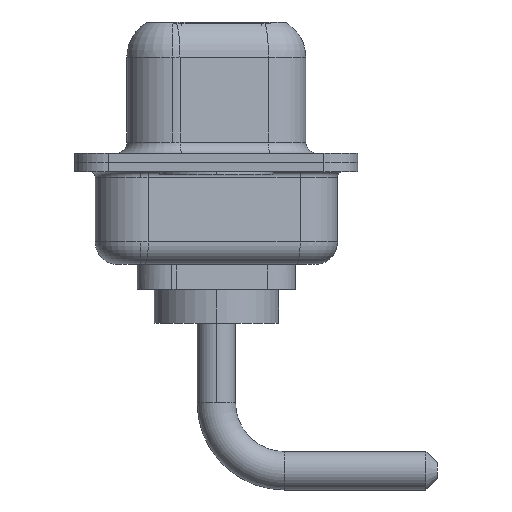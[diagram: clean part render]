
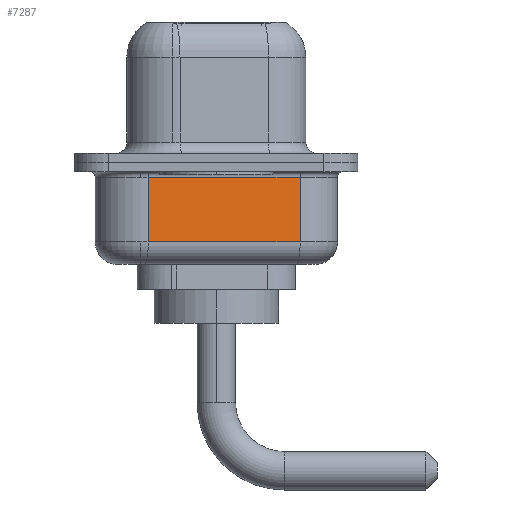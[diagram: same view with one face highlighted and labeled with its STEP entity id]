
A CAD part, left-side view. The second image highlights one B-rep face of the part: STEP entity #7287.
In plain terms, the highlighted planar face has unit normal (-0.985, -0.174, 0).
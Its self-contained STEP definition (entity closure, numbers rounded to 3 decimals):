
#45 = EDGE_CURVE ( 'NONE', #9500, #3472, #5768, .T. ) ;
#317 = DIRECTION ( 'NONE',  ( 0.985, 0.174, 0. ) ) ;
#1201 = DIRECTION ( 'NONE',  ( -0.174, 0.985, 0. ) ) ;
#2082 = CARTESIAN_POINT ( 'NONE',  ( 2.88, 3.003, -3.5 ) ) ;
#2211 = CARTESIAN_POINT ( 'NONE',  ( 2.88, 3.003, -4.5 ) ) ;
#2607 = CARTESIAN_POINT ( 'NONE',  ( 4.062, -3.697, -4.5 ) ) ;
#2767 = ORIENTED_EDGE ( 'NONE', *, *, #9545, .F. ) ;
#2991 = CARTESIAN_POINT ( 'NONE',  ( 2.88, 3.003, -0.65 ) ) ;
#3463 = CARTESIAN_POINT ( 'NONE',  ( 4.062, -3.697, -0.65 ) ) ;
#3472 = VERTEX_POINT ( 'NONE', #3463 ) ;
#3738 = VERTEX_POINT ( 'NONE', #2082 ) ;
#3855 = CARTESIAN_POINT ( 'NONE',  ( 4.062, -3.697, -3.5 ) ) ;
#4159 = VECTOR ( 'NONE', #8031, 1000. ) ;
#4525 = LINE ( 'NONE', #2211, #5130 ) ;
#4561 = LINE ( 'NONE', #2991, #7398 ) ;
#4579 = EDGE_LOOP ( 'NONE', ( #2767, #9055, #8749, #6740 ) ) ;
#4890 = CARTESIAN_POINT ( 'NONE',  ( 2.88, 3.003, -3.5 ) ) ;
#5037 = EDGE_CURVE ( 'NONE', #3472, #9417, #4561, .T. ) ;
#5130 = VECTOR ( 'NONE', #5994, 1000. ) ;
#5723 = LINE ( 'NONE', #4890, #4159 ) ;
#5768 = LINE ( 'NONE', #2607, #6661 ) ;
#5816 = DIRECTION ( 'NONE',  ( 0., 0., 1. ) ) ;
#5988 = AXIS2_PLACEMENT_3D ( 'NONE', #6812, #317, #10020 ) ;
#5994 = DIRECTION ( 'NONE',  ( 0., 0., 1. ) ) ;
#6661 = VECTOR ( 'NONE', #5816, 1000. ) ;
#6668 = FACE_OUTER_BOUND ( 'NONE', #4579, .T. ) ;
#6740 = ORIENTED_EDGE ( 'NONE', *, *, #5037, .T. ) ;
#6812 = CARTESIAN_POINT ( 'NONE',  ( 2.88, 3.003, -4.5 ) ) ;
#7155 = EDGE_CURVE ( 'NONE', #3738, #9500, #5723, .T. ) ;
#7287 = ADVANCED_FACE ( 'NONE', ( #6668 ), #9872, .F. ) ;
#7398 = VECTOR ( 'NONE', #1201, 1000. ) ;
#8031 = DIRECTION ( 'NONE',  ( 0.174, -0.985, 0. ) ) ;
#8749 = ORIENTED_EDGE ( 'NONE', *, *, #45, .T. ) ;
#9054 = CARTESIAN_POINT ( 'NONE',  ( 2.88, 3.003, -0.65 ) ) ;
#9055 = ORIENTED_EDGE ( 'NONE', *, *, #7155, .T. ) ;
#9417 = VERTEX_POINT ( 'NONE', #9054 ) ;
#9500 = VERTEX_POINT ( 'NONE', #3855 ) ;
#9545 = EDGE_CURVE ( 'NONE', #3738, #9417, #4525, .T. ) ;
#9872 = PLANE ( 'NONE',  #5988 ) ;
#10020 = DIRECTION ( 'NONE',  ( -0.174, 0.985, 0. ) ) ;
